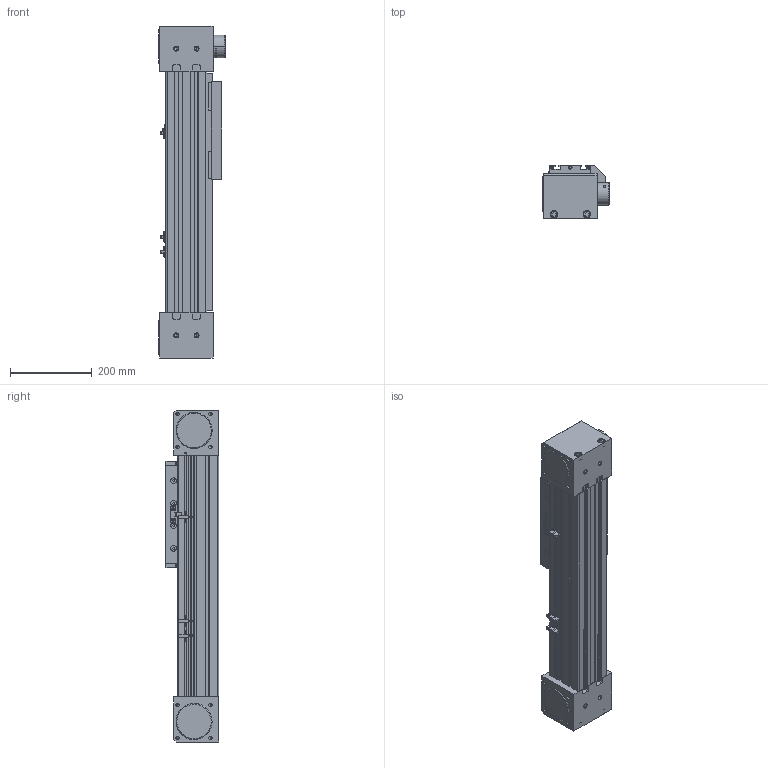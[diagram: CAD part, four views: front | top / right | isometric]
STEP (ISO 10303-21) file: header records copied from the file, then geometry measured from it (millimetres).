
FILE_DESCRIPTION (( 'STEP AP203' ), '1' );
FILE_NAME ('HTO100-D01-300.step', '2019-09-10T11:20:08', ( 'User' ), ( 'China' ), 'SwSTEP 2.0', 'SolidWorks 2016', '' );
FILE_SCHEMA (( 'CONFIG_CONTROL_DESIGN' ));
Length unit declared in the file: millimetre
Products named in the file (11): PART-10009-TO-D01; PART-10003-TO-D01; PART-10008-TO-D01; PART-10007-TO-D01; PART-10002-TO-D01; PART-10010-TO-D01; PART-10001-TO-D01; PART-10012-TO-D01; HTO100-D01-300; PART-10006-TO-D01; PART-10011-TO-D01
Assembly tree (17 placements, depth 2):
  HTO100-D01-300
    PART-10001-TO-D01
    PART-10003-TO-D01  x2
    PART-10002-TO-D01
    PART-10009-TO-D01  x3
    PART-10006-TO-D01  x2
    PART-10010-TO-D01
    PART-10007-TO-D01
    PART-10008-TO-D01  x3
    PART-10011-TO-D01
    PART-10012-TO-D01  x2
Bounding box: 161.5 x 130 x 810 mm (x, y, z)
Volume: 9136348.1 mm3; surface area: 1105551.2 mm2
Topology: 17 solids, 35 shells, 1918 faces, 4772 edges, 2990 vertices
Faces by surface type: plane 945, cylinder 580, cone 333, torus 56, sphere 4
Entity records: 43441 total; most frequent: CARTESIAN_POINT 7803, DIRECTION 7384, ORIENTED_EDGE 6930, EDGE_CURVE 3469, AXIS2_PLACEMENT_3D 2616, VERTEX_POINT 2203, VECTOR 2152, LINE 2152
